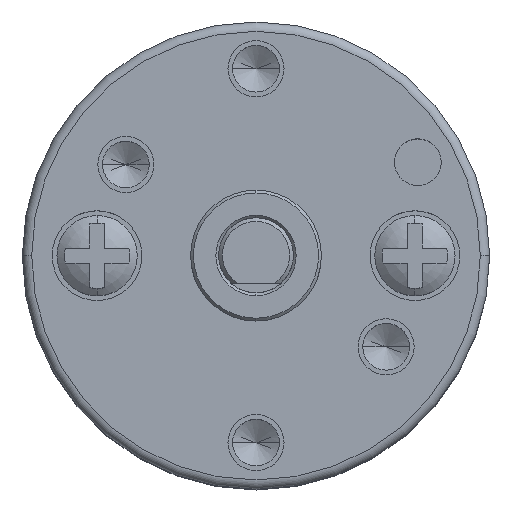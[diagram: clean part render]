
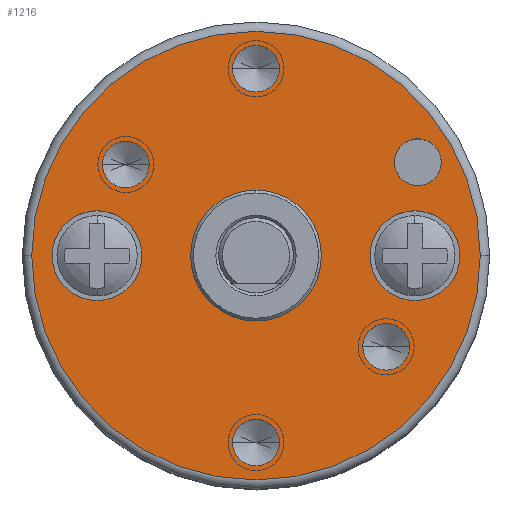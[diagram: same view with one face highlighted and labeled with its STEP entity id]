
A CAD part, top view. The second image highlights one B-rep face of the part: STEP entity #1216.
In plain terms, the highlighted planar face has unit normal (0, 0, 1).
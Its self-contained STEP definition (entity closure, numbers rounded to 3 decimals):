
#6=CARTESIAN_POINT('',(0.,0.,0.));
#7=DIRECTION('',(0.,0.,1.));
#8=DIRECTION('',(-1.,0.,0.));
#9=AXIS2_PLACEMENT_3D('',#6,#7,#8);
#28=CARTESIAN_POINT('',(0.,0.,0.));
#29=DIRECTION('',(0.,0.,-1.));
#30=DIRECTION('',(-1.,0.,0.));
#31=AXIS2_PLACEMENT_3D('',#28,#29,#30);
#37=CARTESIAN_POINT('',(-8.5,0.,0.));
#38=DIRECTION('',(0.,0.,1.));
#39=DIRECTION('',(1.,0.,0.));
#40=AXIS2_PLACEMENT_3D('',#37,#38,#39);
#42=CARTESIAN_POINT('',(-8.5,0.,0.));
#43=DIRECTION('',(0.,0.,1.));
#44=DIRECTION('',(-1.,0.,0.));
#45=AXIS2_PLACEMENT_3D('',#42,#43,#44);
#47=CARTESIAN_POINT('',(8.5,0.,0.));
#48=DIRECTION('',(0.,0.,1.));
#49=DIRECTION('',(1.,0.,0.));
#50=AXIS2_PLACEMENT_3D('',#47,#48,#49);
#52=CARTESIAN_POINT('',(8.5,0.,0.));
#53=DIRECTION('',(0.,0.,1.));
#54=DIRECTION('',(-1.,0.,0.));
#55=AXIS2_PLACEMENT_3D('',#52,#53,#54);
#57=CARTESIAN_POINT('',(0.,10.,0.));
#58=DIRECTION('',(0.,0.,1.));
#59=DIRECTION('',(-1.,0.,0.));
#60=AXIS2_PLACEMENT_3D('',#57,#58,#59);
#62=CARTESIAN_POINT('',(0.,10.,0.));
#63=DIRECTION('',(0.,0.,1.));
#64=DIRECTION('',(1.,0.,0.));
#65=AXIS2_PLACEMENT_3D('',#62,#63,#64);
#67=CARTESIAN_POINT('',(0.,-10.,0.));
#68=DIRECTION('',(0.,0.,-1.));
#69=DIRECTION('',(-1.,0.,0.));
#70=AXIS2_PLACEMENT_3D('',#67,#68,#69);
#72=CARTESIAN_POINT('',(0.,-10.,0.));
#73=DIRECTION('',(0.,0.,-1.));
#74=DIRECTION('',(1.,0.,0.));
#75=AXIS2_PLACEMENT_3D('',#72,#73,#74);
#77=CARTESIAN_POINT('',(-6.963,4.875,0.));
#78=DIRECTION('',(0.,0.,1.));
#79=DIRECTION('',(-1.,0.,0.));
#80=AXIS2_PLACEMENT_3D('',#77,#78,#79);
#82=CARTESIAN_POINT('',(-6.963,4.875,0.));
#83=DIRECTION('',(0.,0.,1.));
#84=DIRECTION('',(1.,0.,0.));
#85=AXIS2_PLACEMENT_3D('',#82,#83,#84);
#87=CARTESIAN_POINT('',(6.963,-4.875,0.));
#88=DIRECTION('',(0.,0.,1.));
#89=DIRECTION('',(1.,0.,0.));
#90=AXIS2_PLACEMENT_3D('',#87,#88,#89);
#92=CARTESIAN_POINT('',(6.963,-4.875,0.));
#93=DIRECTION('',(0.,0.,1.));
#94=DIRECTION('',(-1.,0.,0.));
#95=AXIS2_PLACEMENT_3D('',#92,#93,#94);
#97=CARTESIAN_POINT('',(8.66,5.,0.));
#98=DIRECTION('',(0.,0.,1.));
#99=DIRECTION('',(1.,0.,0.));
#100=AXIS2_PLACEMENT_3D('',#97,#98,#99);
#102=CARTESIAN_POINT('',(8.66,5.,0.));
#103=DIRECTION('',(0.,0.,1.));
#104=DIRECTION('',(-1.,0.,0.));
#105=AXIS2_PLACEMENT_3D('',#102,#103,#104);
#107=CARTESIAN_POINT('',(0.,0.,0.));
#108=DIRECTION('',(0.,0.,1.));
#109=DIRECTION('',(-1.,0.,0.));
#110=AXIS2_PLACEMENT_3D('',#107,#108,#109);
#112=CARTESIAN_POINT('',(0.,0.,0.));
#113=DIRECTION('',(0.,0.,1.));
#114=DIRECTION('',(1.,0.,0.));
#115=AXIS2_PLACEMENT_3D('',#112,#113,#114);
#857=CARTESIAN_POINT('',(-3.5,0.,0.));
#858=CARTESIAN_POINT('',(3.5,0.,0.));
#859=VERTEX_POINT('',#857);
#860=VERTEX_POINT('',#858);
#913=CARTESIAN_POINT('',(-6.1,0.,0.));
#914=CARTESIAN_POINT('',(-10.9,0.,0.));
#915=VERTEX_POINT('',#913);
#916=VERTEX_POINT('',#914);
#917=CARTESIAN_POINT('',(10.9,0.,0.));
#918=CARTESIAN_POINT('',(6.1,0.,0.));
#919=VERTEX_POINT('',#917);
#920=VERTEX_POINT('',#918);
#967=CARTESIAN_POINT('',(-1.25,10.,0.));
#968=CARTESIAN_POINT('',(1.25,10.,0.));
#969=VERTEX_POINT('',#967);
#970=VERTEX_POINT('',#968);
#977=CARTESIAN_POINT('',(-8.213,4.875,0.));
#978=CARTESIAN_POINT('',(-5.713,4.875,0.));
#979=VERTEX_POINT('',#977);
#980=VERTEX_POINT('',#978);
#987=CARTESIAN_POINT('',(8.213,-4.875,0.));
#988=CARTESIAN_POINT('',(5.713,-4.875,0.));
#989=VERTEX_POINT('',#987);
#990=VERTEX_POINT('',#988);
#995=CARTESIAN_POINT('',(9.91,5.,0.));
#996=CARTESIAN_POINT('',(7.41,5.,0.));
#997=VERTEX_POINT('',#995);
#998=VERTEX_POINT('',#996);
#1041=CARTESIAN_POINT('',(-1.25,-10.,0.));
#1042=VERTEX_POINT('',#1041);
#1043=CARTESIAN_POINT('',(1.25,-10.,0.));
#1044=VERTEX_POINT('',#1043);
#1085=CARTESIAN_POINT('',(-12.,0.,0.));
#1086=CARTESIAN_POINT('',(12.,0.,0.));
#1087=VERTEX_POINT('',#1085);
#1088=VERTEX_POINT('',#1086);
#1159=CARTESIAN_POINT('',(0.,0.,0.));
#1160=DIRECTION('',(0.,0.,1.));
#1161=DIRECTION('',(-1.,0.,0.));
#1162=AXIS2_PLACEMENT_3D('',#1159,#1160,#1161);
#1163=PLANE('',#1162);
#1165=ORIENTED_EDGE('',*,*,#1164,.F.);
#1167=ORIENTED_EDGE('',*,*,#1166,.F.);
#1168=EDGE_LOOP('',(#1165,#1167));
#1169=FACE_OUTER_BOUND('',#1168,.F.);
#1171=ORIENTED_EDGE('',*,*,#1170,.T.);
#1173=ORIENTED_EDGE('',*,*,#1172,.T.);
#1174=EDGE_LOOP('',(#1171,#1173));
#1175=FACE_BOUND('',#1174,.F.);
#1177=ORIENTED_EDGE('',*,*,#1176,.T.);
#1179=ORIENTED_EDGE('',*,*,#1178,.T.);
#1180=EDGE_LOOP('',(#1177,#1179));
#1181=FACE_BOUND('',#1180,.F.);
#1183=ORIENTED_EDGE('',*,*,#1182,.T.);
#1185=ORIENTED_EDGE('',*,*,#1184,.T.);
#1186=EDGE_LOOP('',(#1183,#1185));
#1187=FACE_BOUND('',#1186,.F.);
#1189=ORIENTED_EDGE('',*,*,#1188,.F.);
#1191=ORIENTED_EDGE('',*,*,#1190,.F.);
#1192=EDGE_LOOP('',(#1189,#1191));
#1193=FACE_BOUND('',#1192,.F.);
#1195=ORIENTED_EDGE('',*,*,#1194,.T.);
#1197=ORIENTED_EDGE('',*,*,#1196,.T.);
#1198=EDGE_LOOP('',(#1195,#1197));
#1199=FACE_BOUND('',#1198,.F.);
#1201=ORIENTED_EDGE('',*,*,#1200,.T.);
#1203=ORIENTED_EDGE('',*,*,#1202,.T.);
#1204=EDGE_LOOP('',(#1201,#1203));
#1205=FACE_BOUND('',#1204,.F.);
#1207=ORIENTED_EDGE('',*,*,#1206,.T.);
#1209=ORIENTED_EDGE('',*,*,#1208,.T.);
#1210=EDGE_LOOP('',(#1207,#1209));
#1211=FACE_BOUND('',#1210,.F.);
#1212=ORIENTED_EDGE('',*,*,#1153,.F.);
#1213=ORIENTED_EDGE('',*,*,#1110,.T.);
#1214=EDGE_LOOP('',(#1212,#1213));
#1215=FACE_BOUND('',#1214,.F.);
#10=CIRCLE('',#9,3.5);
#32=CIRCLE('',#31,3.5);
#41=CIRCLE('',#40,2.4);
#46=CIRCLE('',#45,2.4);
#51=CIRCLE('',#50,2.4);
#56=CIRCLE('',#55,2.4);
#61=CIRCLE('',#60,1.25);
#66=CIRCLE('',#65,1.25);
#71=CIRCLE('',#70,1.25);
#76=CIRCLE('',#75,1.25);
#81=CIRCLE('',#80,1.25);
#86=CIRCLE('',#85,1.25);
#91=CIRCLE('',#90,1.25);
#96=CIRCLE('',#95,1.25);
#101=CIRCLE('',#100,1.25);
#106=CIRCLE('',#105,1.25);
#111=CIRCLE('',#110,12.);
#116=CIRCLE('',#115,12.);
#1110=EDGE_CURVE('',#859,#860,#10,.T.);
#1153=EDGE_CURVE('',#859,#860,#32,.T.);
#1164=EDGE_CURVE('',#1087,#1088,#111,.T.);
#1166=EDGE_CURVE('',#1088,#1087,#116,.T.);
#1170=EDGE_CURVE('',#915,#916,#41,.T.);
#1172=EDGE_CURVE('',#916,#915,#46,.T.);
#1176=EDGE_CURVE('',#919,#920,#51,.T.);
#1178=EDGE_CURVE('',#920,#919,#56,.T.);
#1182=EDGE_CURVE('',#969,#970,#61,.T.);
#1184=EDGE_CURVE('',#970,#969,#66,.T.);
#1188=EDGE_CURVE('',#1042,#1044,#71,.T.);
#1190=EDGE_CURVE('',#1044,#1042,#76,.T.);
#1194=EDGE_CURVE('',#979,#980,#81,.T.);
#1196=EDGE_CURVE('',#980,#979,#86,.T.);
#1200=EDGE_CURVE('',#989,#990,#91,.T.);
#1202=EDGE_CURVE('',#990,#989,#96,.T.);
#1206=EDGE_CURVE('',#997,#998,#101,.T.);
#1208=EDGE_CURVE('',#998,#997,#106,.T.);
#1216=ADVANCED_FACE('',(#1169,#1175,#1181,#1187,#1193,#1199,#1205,#1211,#1215),
#1163,.T.);
